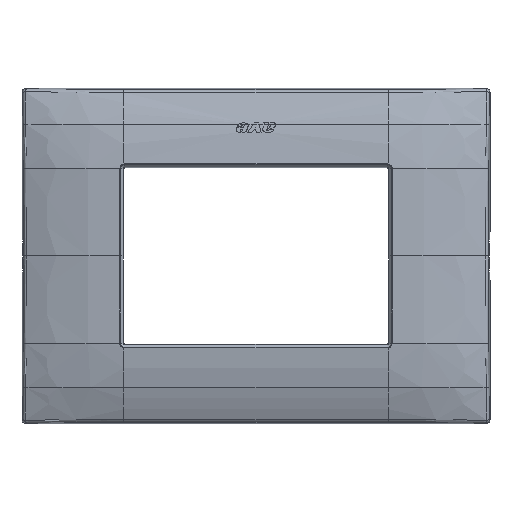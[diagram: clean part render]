
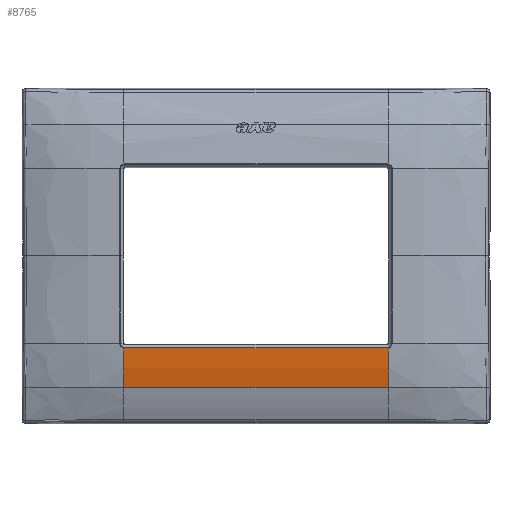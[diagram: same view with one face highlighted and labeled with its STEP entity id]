
A CAD part, top view. The second image highlights one B-rep face of the part: STEP entity #8765.
In plain terms, the highlighted cylindrical face has radius 53.744 mm (diameter 107.489 mm), a partial arc.
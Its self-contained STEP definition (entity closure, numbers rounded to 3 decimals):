
#1001=CARTESIAN_POINT('Vertex',(33.947,-33.75,4.5)) ;
#1004=CARTESIAN_POINT('Line Origine',(16.973,-33.75,4.5)) ;
#1008=CARTESIAN_POINT('Vertex',(-33.947,-33.75,4.5)) ;
#8361=CARTESIAN_POINT('Vertex',(-33.947,-23.568,5.961)) ;
#8380=CARTESIAN_POINT('Control Point',(-33.947,-33.75,4.5)) ;
#8381=CARTESIAN_POINT('Control Point',(-33.947,-31.748,4.987)) ;
#8382=CARTESIAN_POINT('Control Point',(-33.947,-29.722,5.377)) ;
#8383=CARTESIAN_POINT('Control Point',(-33.947,-27.679,5.67)) ;
#8384=CARTESIAN_POINT('Control Point',(-33.947,-25.626,5.865)) ;
#8385=CARTESIAN_POINT('Control Point',(-33.947,-23.568,5.961)) ;
#8687=CARTESIAN_POINT('Control Point',(33.947,-33.75,4.5)) ;
#8688=CARTESIAN_POINT('Control Point',(33.947,-31.748,4.987)) ;
#8689=CARTESIAN_POINT('Control Point',(33.947,-29.722,5.377)) ;
#8690=CARTESIAN_POINT('Control Point',(33.947,-27.679,5.67)) ;
#8691=CARTESIAN_POINT('Control Point',(33.947,-25.626,5.865)) ;
#8692=CARTESIAN_POINT('Control Point',(33.947,-23.568,5.961)) ;
#8693=CARTESIAN_POINT('Vertex',(33.947,-23.567,5.961)) ;
#8729=CARTESIAN_POINT('Axis2P3D Location',(16.973,-21.062,-47.725)) ;
#8735=CARTESIAN_POINT('Control Point',(33.947,-23.567,5.961)) ;
#8736=CARTESIAN_POINT('Control Point',(33.863,-23.587,5.96)) ;
#8737=CARTESIAN_POINT('Control Point',(33.782,-23.6,5.959)) ;
#8738=CARTESIAN_POINT('Control Point',(33.693,-23.602,5.959)) ;
#8739=CARTESIAN_POINT('Control Point',(33.613,-23.602,5.959)) ;
#8740=CARTESIAN_POINT('Vertex',(33.613,-23.602,5.959)) ;
#8743=CARTESIAN_POINT('Line Origine',(0.,-23.602,5.959)) ;
#8747=CARTESIAN_POINT('Vertex',(-33.613,-23.602,5.959)) ;
#8751=CARTESIAN_POINT('Control Point',(-33.613,-23.602,5.959)) ;
#8752=CARTESIAN_POINT('Control Point',(-33.692,-23.602,5.959)) ;
#8753=CARTESIAN_POINT('Control Point',(-33.782,-23.6,5.959)) ;
#8754=CARTESIAN_POINT('Control Point',(-33.863,-23.587,5.96)) ;
#8755=CARTESIAN_POINT('Control Point',(-33.947,-23.568,5.961)) ;
#1005=DIRECTION('Vector Direction',(-1.,0.,0.)) ;
#8730=DIRECTION('Axis2P3D Direction',(-1.,0.,0.)) ;
#8731=DIRECTION('Axis2P3D XDirection',(0.,-0.236,0.972)) ;
#8744=DIRECTION('Vector Direction',(-1.,0.,0.)) ;
#8732=AXIS2_PLACEMENT_3D('Cylinder Axis2P3D',#8729,#8730,#8731) ;
#8758=ORIENTED_EDGE('',*,*,#8386,.F.) ;
#8759=ORIENTED_EDGE('',*,*,#1010,.F.) ;
#8760=ORIENTED_EDGE('',*,*,#8695,.T.) ;
#8761=ORIENTED_EDGE('',*,*,#8742,.F.) ;
#8762=ORIENTED_EDGE('',*,*,#8749,.F.) ;
#8763=ORIENTED_EDGE('',*,*,#8756,.F.) ;
#1006=VECTOR('Line Direction',#1005,1.) ;
#8745=VECTOR('Line Direction',#8744,1.) ;
#8765=ADVANCED_FACE('PLACCA',(#8764),#8733,.T.) ;
#8379=B_SPLINE_CURVE_WITH_KNOTS('',5,(#8380,#8381,#8382,#8383,#8384,#8385),.UNSPECIFIED.,.F.,.U.,(6,6),(71.539,81.841),.UNSPECIFIED.) ;
#8686=B_SPLINE_CURVE_WITH_KNOTS('',5,(#8687,#8688,#8689,#8690,#8691,#8692),.UNSPECIFIED.,.F.,.U.,(6,6),(71.539,81.841),.UNSPECIFIED.) ;
#8734=B_SPLINE_CURVE_WITH_KNOTS('',4,(#8735,#8736,#8737,#8738,#8739),.UNSPECIFIED.,.F.,.U.,(5,5),(0.616,1.099),.UNSPECIFIED.) ;
#8750=B_SPLINE_CURVE_WITH_KNOTS('',4,(#8751,#8752,#8753,#8754,#8755),.UNSPECIFIED.,.F.,.U.,(5,5),(0.38,0.862),.UNSPECIFIED.) ;
#8733=CYLINDRICAL_SURFACE('generated cylinder',#8732,53.744) ;
#1010=EDGE_CURVE('',#1002,#1009,#1007,.T.) ;
#8386=EDGE_CURVE('',#1009,#8362,#8379,.T.) ;
#8695=EDGE_CURVE('',#1002,#8694,#8686,.T.) ;
#8742=EDGE_CURVE('',#8741,#8694,#8734,.F.) ;
#8749=EDGE_CURVE('',#8748,#8741,#8746,.F.) ;
#8756=EDGE_CURVE('',#8362,#8748,#8750,.F.) ;
#8757=EDGE_LOOP('',(#8758,#8759,#8760,#8761,#8762,#8763)) ;
#8764=FACE_OUTER_BOUND('',#8757,.T.) ;
#1007=LINE('Line',#1004,#1006) ;
#8746=LINE('Line',#8743,#8745) ;
#1002=VERTEX_POINT('',#1001) ;
#1009=VERTEX_POINT('',#1008) ;
#8362=VERTEX_POINT('',#8361) ;
#8694=VERTEX_POINT('',#8693) ;
#8741=VERTEX_POINT('',#8740) ;
#8748=VERTEX_POINT('',#8747) ;
